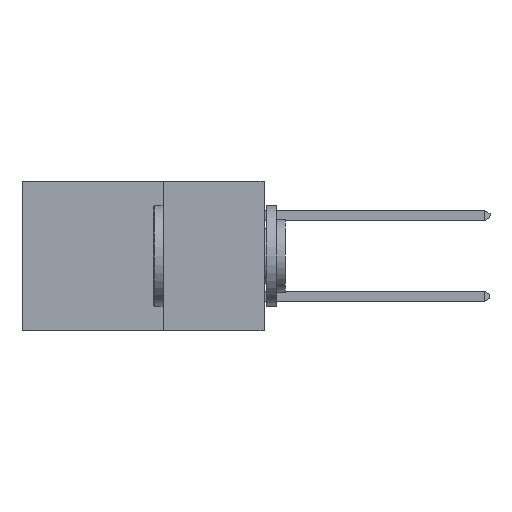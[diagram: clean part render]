
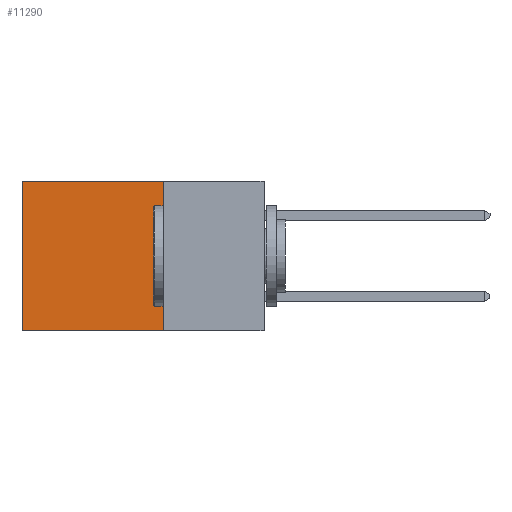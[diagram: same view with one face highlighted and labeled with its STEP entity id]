
A CAD part, left-side view. The second image highlights one B-rep face of the part: STEP entity #11290.
In plain terms, the highlighted planar face has unit normal (-1, 0, 0).
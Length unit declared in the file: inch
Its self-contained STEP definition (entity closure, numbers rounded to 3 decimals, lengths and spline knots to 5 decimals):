
#663 = LINE ( 'NONE', #10395, #4303 ) ;
#690 = ORIENTED_EDGE ( 'NONE', *, *, #6092, .T. ) ;
#919 = CARTESIAN_POINT ( 'NONE',  ( 0.298, 0.25, 0. ) ) ;
#1572 = AXIS2_PLACEMENT_3D ( 'NONE', #919, #2287, #11660 ) ;
#2287 = DIRECTION ( 'NONE',  ( 1., 0., 0. ) ) ;
#3603 = EDGE_CURVE ( 'NONE', #8920, #9455, #15945, .T. ) ;
#3907 = ORIENTED_EDGE ( 'NONE', *, *, #3603, .F. ) ;
#4303 = VECTOR ( 'NONE', #7733, 39.37008 ) ;
#5179 = VERTEX_POINT ( 'NONE', #8404 ) ;
#6092 = EDGE_CURVE ( 'NONE', #7973, #5179, #10693, .T. ) ;
#6467 = DIRECTION ( 'NONE',  ( 0., 0., -1. ) ) ;
#6680 = EDGE_LOOP ( 'NONE', ( #17006, #3907, #7515, #690 ) ) ;
#6904 = EDGE_CURVE ( 'NONE', #7973, #8920, #16888, .T. ) ;
#7515 = ORIENTED_EDGE ( 'NONE', *, *, #6904, .F. ) ;
#7631 = DIRECTION ( 'NONE',  ( 0., 1., 0. ) ) ;
#7650 = CARTESIAN_POINT ( 'NONE',  ( 0.298, 0.25, -0.37 ) ) ;
#7733 = DIRECTION ( 'NONE',  ( 0., 0., -1. ) ) ;
#7973 = VERTEX_POINT ( 'NONE', #15109 ) ;
#8404 = CARTESIAN_POINT ( 'NONE',  ( 0.298, 0.6, 0. ) ) ;
#8920 = VERTEX_POINT ( 'NONE', #16101 ) ;
#9455 = VERTEX_POINT ( 'NONE', #10713 ) ;
#9505 = VECTOR ( 'NONE', #7631, 39.37008 ) ;
#10395 = CARTESIAN_POINT ( 'NONE',  ( 0.298, 0.6, 0. ) ) ;
#10693 = LINE ( 'NONE', #11058, #13717 ) ;
#10713 = CARTESIAN_POINT ( 'NONE',  ( 0.298, 0.6, -0.37 ) ) ;
#11058 = CARTESIAN_POINT ( 'NONE',  ( 0.298, 0.25, 0. ) ) ;
#11290 = ADVANCED_FACE ( 'NONE', ( #14197 ), #16736, .F. ) ;
#11660 = DIRECTION ( 'NONE',  ( 0., 0., -1. ) ) ;
#13190 = DIRECTION ( 'NONE',  ( 0., 1., 0. ) ) ;
#13717 = VECTOR ( 'NONE', #13190, 39.37008 ) ;
#14156 = CARTESIAN_POINT ( 'NONE',  ( 0.298, 0.25, 0. ) ) ;
#14197 = FACE_OUTER_BOUND ( 'NONE', #6680, .T. ) ;
#15109 = CARTESIAN_POINT ( 'NONE',  ( 0.298, 0.25, 0. ) ) ;
#15945 = LINE ( 'NONE', #7650, #9505 ) ;
#16101 = CARTESIAN_POINT ( 'NONE',  ( 0.298, 0.25, -0.37 ) ) ;
#16253 = EDGE_CURVE ( 'NONE', #5179, #9455, #663, .T. ) ;
#16486 = VECTOR ( 'NONE', #6467, 39.37008 ) ;
#16736 = PLANE ( 'NONE',  #1572 ) ;
#16888 = LINE ( 'NONE', #14156, #16486 ) ;
#17006 = ORIENTED_EDGE ( 'NONE', *, *, #16253, .T. ) ;
